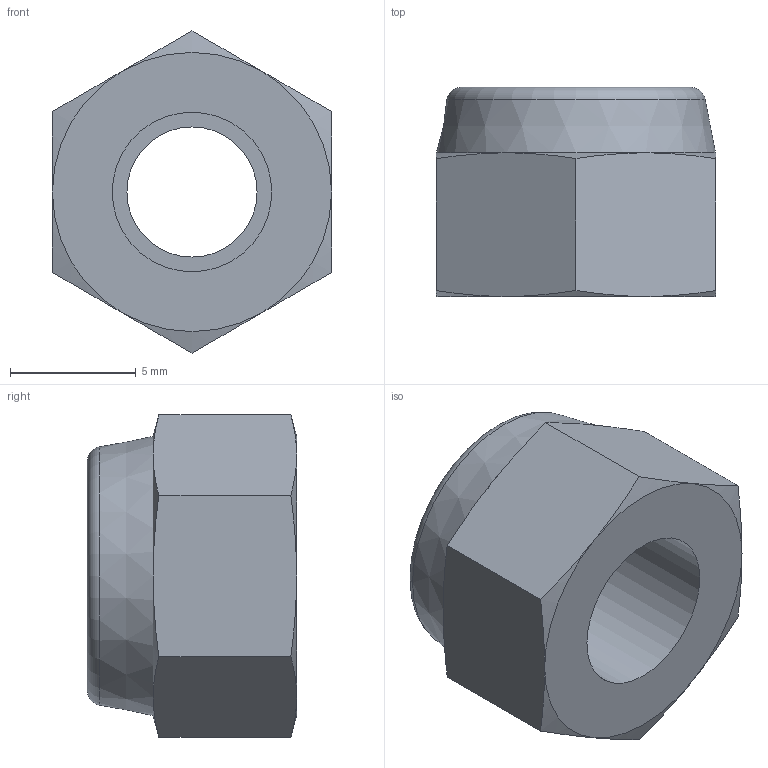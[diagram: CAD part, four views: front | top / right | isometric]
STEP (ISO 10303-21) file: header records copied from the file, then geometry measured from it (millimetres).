
FILE_DESCRIPTION(/* description */ ('1/4 Std NC Nylock Nut'),/* implementation_level */ '2;1');
FILE_NAME(/* name */ 'DBK_Nylock_14_20_am-1015.ipt.step',/* time_stamp */ '2014-01-01T17:23:04-08:00',/* author */ ('Autodesk Inc.'),/* organization */ ('Autodesk Inc.'),/* preprocessor_version */ 'ST-DEVELOPER v15.2',/* originating_system */ 'Autodesk Inventor 2014',/* authorisation */ '');
FILE_SCHEMA (('AUTOMOTIVE_DESIGN { 1 0 10303 214 3 1 1 }'));
Length unit declared in the file: inch
Products named in the file (1): DBK_Nylock_14_20_am-1015
Bounding box: 11.11 x 8.33 x 12.83 mm (x, y, z)
Volume: 584.7 mm3; surface area: 608.5 mm2
Topology: 1 solids, 1 shells, 25 faces, 52 edges, 30 vertices
Faces by surface type: cone 13, plane 9, cylinder 2, torus 1
Full cylindrical faces by diameter (mm): 5.182 x1, 6.35 x1
Entity records: 673 total; most frequent: CARTESIAN_POINT 152, ORIENTED_EDGE 96, DIRECTION 94, EDGE_CURVE 48, AXIS2_PLACEMENT_3D 44, EDGE_LOOP 32, VERTEX_POINT 30, STYLED_ITEM 25
